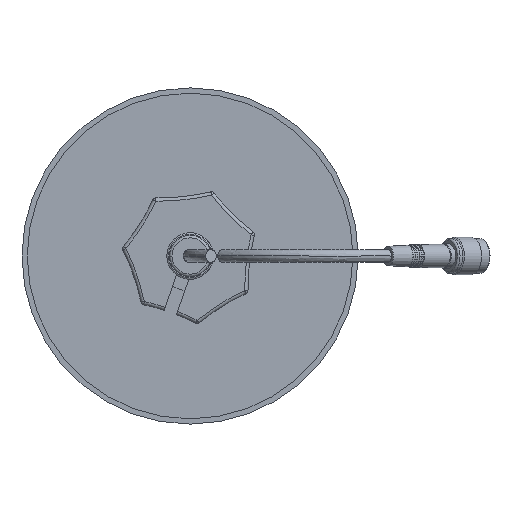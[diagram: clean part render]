
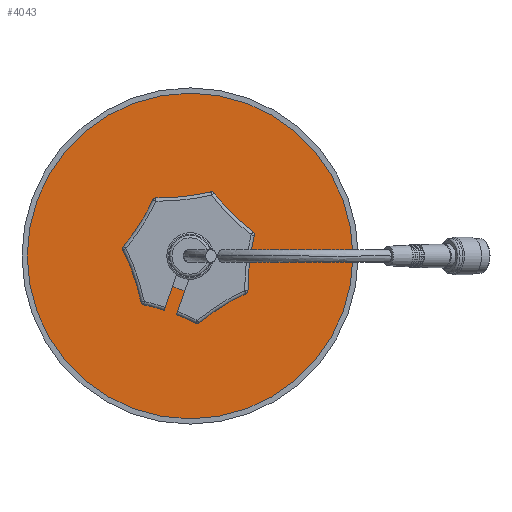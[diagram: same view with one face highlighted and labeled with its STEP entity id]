
A CAD part, front view. The second image highlights one B-rep face of the part: STEP entity #4043.
In plain terms, the highlighted planar face has unit normal (0, -1, 0).
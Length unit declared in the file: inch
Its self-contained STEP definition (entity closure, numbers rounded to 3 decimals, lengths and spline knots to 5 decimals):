
#379 = DIRECTION ( 'NONE',  ( -1., 0., 0. ) ) ;
#438 = VERTEX_POINT ( 'NONE', #3739 ) ;
#610 = DIRECTION ( 'NONE',  ( -1., 0., 0. ) ) ;
#873 = AXIS2_PLACEMENT_3D ( 'NONE', #11815, #6038, #12877 ) ;
#1540 = CARTESIAN_POINT ( 'NONE',  ( 2.47864, 1.60077, 0. ) ) ;
#2537 = CARTESIAN_POINT ( 'NONE',  ( -2.47864, 1.60077, 0. ) ) ;
#2753 = CARTESIAN_POINT ( 'NONE',  ( 0., 1.60077, 0. ) ) ;
#2898 = CARTESIAN_POINT ( 'NONE',  ( 2.47864, 1.60077, 0. ) ) ;
#2994 = DIRECTION ( 'NONE',  ( -1., 0., 0. ) ) ;
#3328 = ORIENTED_EDGE ( 'NONE', *, *, #10107, .T. ) ;
#3421 = VERTEX_POINT ( 'NONE', #2537 ) ;
#3739 = CARTESIAN_POINT ( 'NONE',  ( 0.5315, 1.60077, 0. ) ) ;
#3874 = EDGE_LOOP ( 'NONE', ( #3328, #3898 ) ) ;
#3898 = ORIENTED_EDGE ( 'NONE', *, *, #10020, .T. ) ;
#4043 = ADVANCED_FACE ( 'NONE', ( #6894, #5826 ), #10312, .F. ) ;
#4970 = VERTEX_POINT ( 'NONE', #2898 ) ;
#5374 = AXIS2_PLACEMENT_3D ( 'NONE', #1540, #6997, #379 ) ;
#5600 = EDGE_LOOP ( 'NONE', ( #6472, #12924 ) ) ;
#5752 = EDGE_CURVE ( 'NONE', #4970, #3421, #9980, .T. ) ;
#5815 = AXIS2_PLACEMENT_3D ( 'NONE', #9165, #12484, #12626 ) ;
#5826 = FACE_BOUND ( 'NONE', #3874, .T. ) ;
#6038 = DIRECTION ( 'NONE',  ( 0., 1., 0. ) ) ;
#6401 = CIRCLE ( 'NONE', #873, 0.5315 ) ;
#6472 = ORIENTED_EDGE ( 'NONE', *, *, #13824, .F. ) ;
#6894 = FACE_OUTER_BOUND ( 'NONE', #5600, .T. ) ;
#6997 = DIRECTION ( 'NONE',  ( 0., 1., 0. ) ) ;
#7126 = CARTESIAN_POINT ( 'NONE',  ( 0., 1.60077, 0. ) ) ;
#7273 = DIRECTION ( 'NONE',  ( 0., 1., 0. ) ) ;
#7468 = DIRECTION ( 'NONE',  ( 0., 1., 0. ) ) ;
#7705 = VERTEX_POINT ( 'NONE', #7843 ) ;
#7843 = CARTESIAN_POINT ( 'NONE',  ( -0.5315, 1.60077, 0. ) ) ;
#9165 = CARTESIAN_POINT ( 'NONE',  ( 0., 1.60077, 0. ) ) ;
#9980 = CIRCLE ( 'NONE', #5815, 2.47864 ) ;
#10020 = EDGE_CURVE ( 'NONE', #438, #7705, #6401, .T. ) ;
#10078 = CIRCLE ( 'NONE', #11316, 0.5315 ) ;
#10107 = EDGE_CURVE ( 'NONE', #7705, #438, #10078, .T. ) ;
#10312 = PLANE ( 'NONE',  #5374 ) ;
#10801 = CIRCLE ( 'NONE', #13129, 2.47864 ) ;
#11316 = AXIS2_PLACEMENT_3D ( 'NONE', #2753, #7273, #610 ) ;
#11815 = CARTESIAN_POINT ( 'NONE',  ( 0., 1.60077, 0. ) ) ;
#12484 = DIRECTION ( 'NONE',  ( 0., 1., 0. ) ) ;
#12626 = DIRECTION ( 'NONE',  ( -1., 0., 0. ) ) ;
#12877 = DIRECTION ( 'NONE',  ( -1., 0., 0. ) ) ;
#12924 = ORIENTED_EDGE ( 'NONE', *, *, #5752, .F. ) ;
#13129 = AXIS2_PLACEMENT_3D ( 'NONE', #7126, #7468, #2994 ) ;
#13824 = EDGE_CURVE ( 'NONE', #3421, #4970, #10801, .T. ) ;
